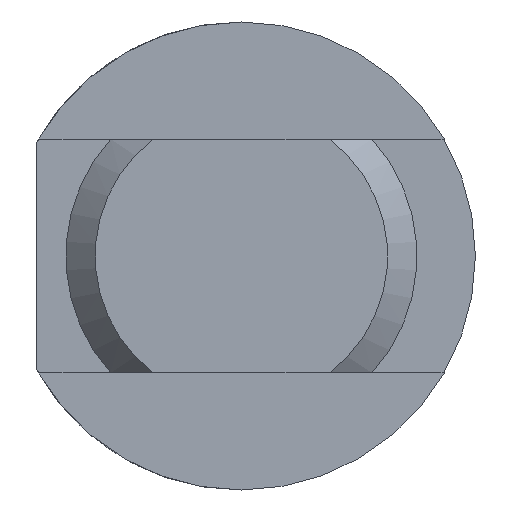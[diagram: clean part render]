
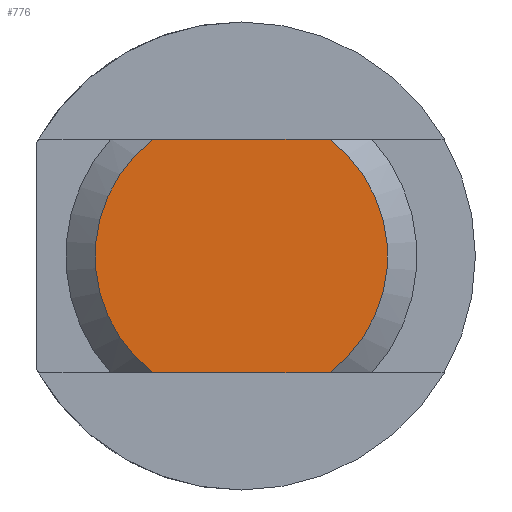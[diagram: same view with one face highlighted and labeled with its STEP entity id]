
A CAD part, left-side view. The second image highlights one B-rep face of the part: STEP entity #776.
In plain terms, the highlighted planar face has unit normal (-1, 0, 0).
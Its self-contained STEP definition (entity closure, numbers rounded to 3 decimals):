
#176 = EDGE_CURVE ( 'NONE', #1399, #1441, #1621, .T. ) ;
#177 = EDGE_CURVE ( 'NONE', #1437, #1441, #1620, .T. ) ;
#178 = EDGE_CURVE ( 'NONE', #1437, #1440, #1624, .T. ) ;
#181 = EDGE_CURVE ( 'NONE', #1399, #1440, #1622, .T. ) ;
#342 = AXIS2_PLACEMENT_3D ( 'NONE', #2456, #2467, #2468 ) ;
#343 = AXIS2_PLACEMENT_3D ( 'NONE', #2469, #2472, #2473 ) ;
#473 = AXIS2_PLACEMENT_3D ( 'NONE', #3031, #3033, #3034 ) ;
#776 = ADVANCED_FACE ( 'NONE', ( #1889 ), #3032, .F. ) ;
#1088 = ORIENTED_EDGE ( 'NONE', *, *, #177, .F. ) ;
#1092 = ORIENTED_EDGE ( 'NONE', *, *, #181, .F. ) ;
#1093 = ORIENTED_EDGE ( 'NONE', *, *, #178, .T. ) ;
#1094 = ORIENTED_EDGE ( 'NONE', *, *, #176, .T. ) ;
#1399 = VERTEX_POINT ( 'NONE', #3261 ) ;
#1437 = VERTEX_POINT ( 'NONE', #3294 ) ;
#1440 = VERTEX_POINT ( 'NONE', #3297 ) ;
#1441 = VERTEX_POINT ( 'NONE', #3298 ) ;
#1608 = VECTOR ( 'NONE', #2470, 1000. ) ;
#1620 = LINE ( 'NONE', #2461, #1608 ) ;
#1621 = CIRCLE ( 'NONE', #342, 5. ) ;
#1622 = LINE ( 'NONE', #2480, #1623 ) ;
#1623 = VECTOR ( 'NONE', #2481, 1000. ) ;
#1624 = CIRCLE ( 'NONE', #343, 5. ) ;
#1889 = FACE_OUTER_BOUND ( 'NONE', #2093, .T. ) ;
#2093 = EDGE_LOOP ( 'NONE', ( #1088, #1093, #1092, #1094 ) ) ;
#2456 = CARTESIAN_POINT ( 'NONE',  ( 0., 0., 0. ) ) ;
#2461 = CARTESIAN_POINT ( 'NONE',  ( 0., 6.928, -4. ) ) ;
#2467 = DIRECTION ( 'NONE',  ( -1., 0., 0. ) ) ;
#2468 = DIRECTION ( 'NONE',  ( 0., 0., -1. ) ) ;
#2469 = CARTESIAN_POINT ( 'NONE',  ( 0., 0., 0. ) ) ;
#2470 = DIRECTION ( 'NONE',  ( 0., 1., 0. ) ) ;
#2472 = DIRECTION ( 'NONE',  ( -1., 0., 0. ) ) ;
#2473 = DIRECTION ( 'NONE',  ( 0., 0., -1. ) ) ;
#2480 = CARTESIAN_POINT ( 'NONE',  ( 0., 6.928, 4. ) ) ;
#2481 = DIRECTION ( 'NONE',  ( 0., -1., 0. ) ) ;
#3031 = CARTESIAN_POINT ( 'NONE',  ( 0., 0., 0. ) ) ;
#3032 = PLANE ( 'NONE',  #473 ) ;
#3033 = DIRECTION ( 'NONE',  ( 1., 0., 0. ) ) ;
#3034 = DIRECTION ( 'NONE',  ( 0., 0., -1. ) ) ;
#3261 = CARTESIAN_POINT ( 'NONE',  ( 0., 3., 4. ) ) ;
#3294 = CARTESIAN_POINT ( 'NONE',  ( 0., -3., -4. ) ) ;
#3297 = CARTESIAN_POINT ( 'NONE',  ( 0., -3., 4. ) ) ;
#3298 = CARTESIAN_POINT ( 'NONE',  ( 0., 3., -4. ) ) ;
